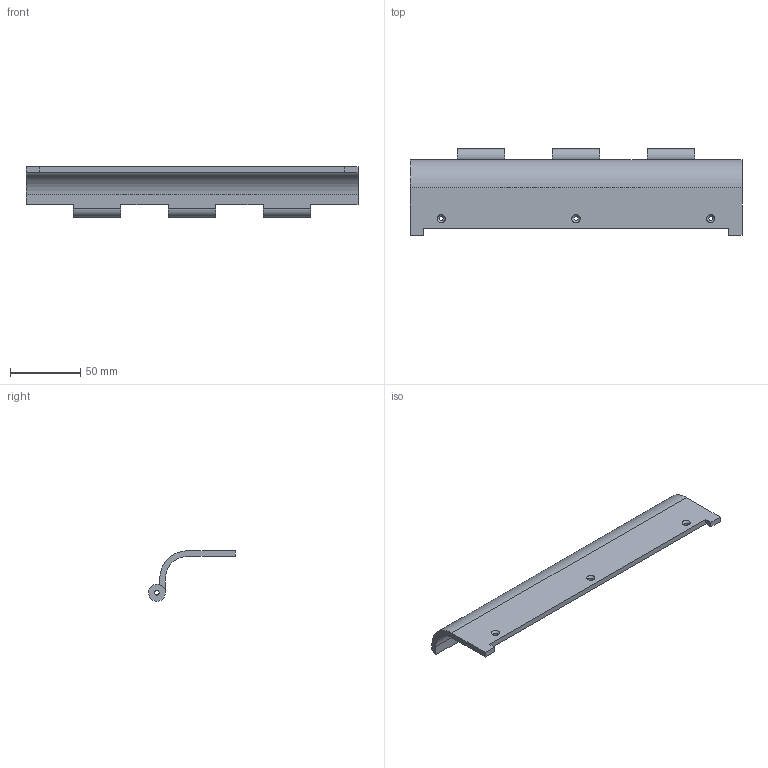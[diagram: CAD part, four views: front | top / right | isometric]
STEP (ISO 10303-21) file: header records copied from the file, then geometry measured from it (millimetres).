
FILE_DESCRIPTION(/* description */ ('','CAx-IF Rec.Pracs.---Representation and Presentation of Product Manufacturing Information (PMI)---4.0---2014-10-13'),/* implementation_level */ '2;1');
FILE_NAME(/* name */ 'cover.step',/* time_stamp */ '2024-12-01T18:15:32-05:00',/* author */ (''),/* organization */ (''),/* preprocessor_version */ 'ST-DEVELOPER v20',/* originating_system */ 'Autodesk Translation Framework v13.20.0.188',/* authorisation */ '');
FILE_SCHEMA (('AP242_MANAGED_MODEL_BASED_3D_ENGINEERING_MIM_LF { 1 0 10303 442 1 1 4 }'));
Length unit declared in the file: millimetre
Products named in the file (2): WordStorm Case; cover
Assembly tree (1 placements, depth 2):
  WordStorm Case
    cover
Bounding box: 236.6 x 62 x 36 mm (x, y, z)
Volume: 70536.6 mm3; surface area: 37286.5 mm2
Topology: 1 solids, 1 shells, 39 faces, 102 edges, 65 vertices
Faces by surface type: plane 21, cylinder 15, cone 3
Full cylindrical faces by diameter (mm): 3 x3, 3.25 x3
Entity records: 1367 total; most frequent: DIRECTION 221, CARTESIAN_POINT 210, ORIENTED_EDGE 204, EDGE_CURVE 102, AXIS2_PLACEMENT_3D 76, LINE 69, VECTOR 69, VERTEX_POINT 65
